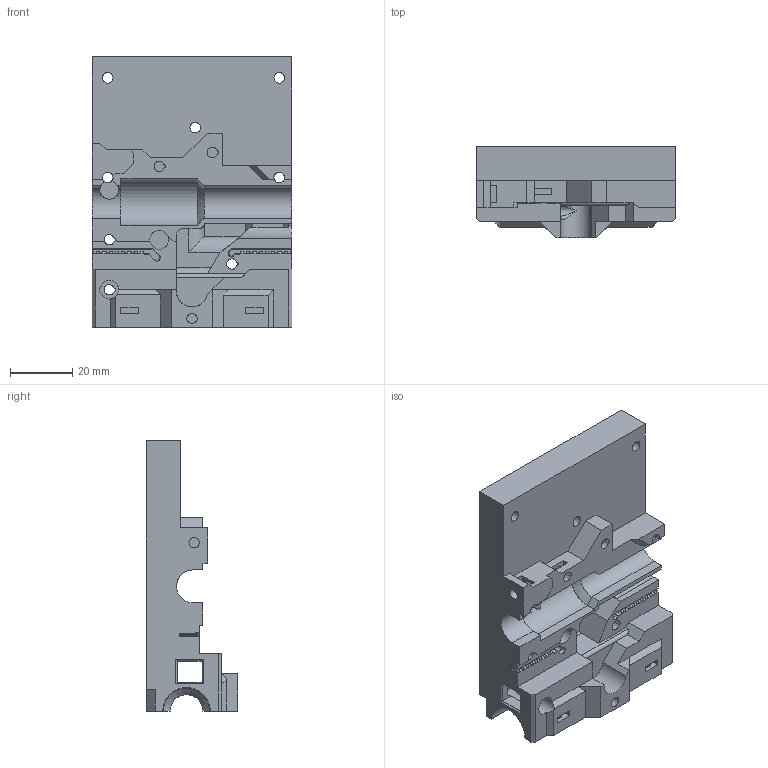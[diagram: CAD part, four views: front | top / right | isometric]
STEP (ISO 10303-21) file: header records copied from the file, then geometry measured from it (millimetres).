
FILE_DESCRIPTION(/* description */ ('','CAx-IF Rec.Pracs.---Representation and Presentation of Product Manufacturing Information (PMI)---4.0---2014-10-13'),/* implementation_level */ '2;1');
FILE_NAME(/* name */ 'Prusa-MK4S-Mainplate.step',/* time_stamp */ '2024-12-08T22:55:30+01:00',/* author */ (''),/* organization */ (''),/* preprocessor_version */ 'ST-DEVELOPER v20',/* originating_system */ 'Autodesk Translation Framework v13.20.0.188',/* authorisation */ '');
FILE_SCHEMA (('AP242_MANAGED_MODEL_BASED_3D_ENGINEERING_MIM_LF { 1 0 10303 442 1 1 4 }'));
Length unit declared in the file: millimetre
Products named in the file (1): Pellet Adapter von Marvin neu v57
Bounding box: 64 x 29.3 x 86.6 mm (x, y, z)
Volume: 69046.5 mm3; surface area: 25178.9 mm2
Topology: 1 solids, 2 shells, 426 faces, 1198 edges, 777 vertices
Faces by surface type: plane 272, cylinder 126, cone 15, bspline 9, torus 4
Full cylindrical faces by diameter (mm): 3.3 x4, 3.4 x5, 3.5 x1, 6 x2
Entity records: 14302 total; most frequent: CARTESIAN_POINT 2993, ORIENTED_EDGE 2388, DIRECTION 2343, EDGE_CURVE 1194, LINE 813, VECTOR 813, VERTEX_POINT 777, AXIS2_PLACEMENT_3D 765
